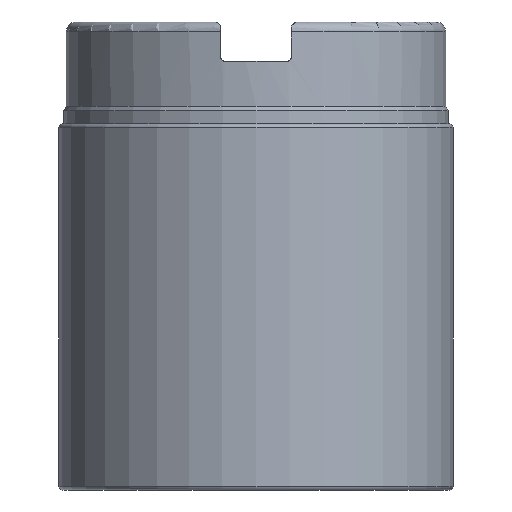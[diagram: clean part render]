
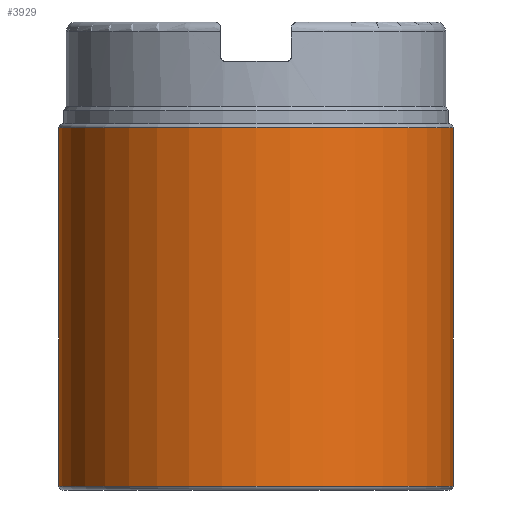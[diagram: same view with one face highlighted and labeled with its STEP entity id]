
A CAD part, left-side view. The second image highlights one B-rep face of the part: STEP entity #3929.
In plain terms, the highlighted cylindrical face has radius 40 mm (diameter 80 mm), a partial arc.
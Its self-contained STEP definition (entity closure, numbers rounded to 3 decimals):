
#3395=CARTESIAN_POINT('',(0.,0.,21.5));
#3396=DIRECTION('',(0.,0.,-1.));
#3397=DIRECTION('',(0.,1.,0.));
#3398=AXIS2_PLACEMENT_3D('',#3395,#3396,#3397);
#3403=DIRECTION('',(0.,0.,1.));
#3404=VECTOR('',#3403,72.7);
#3405=CARTESIAN_POINT('',(0.,40.,21.5));
#3406=LINE('',#3405,#3404);
#3410=DIRECTION('',(0.,0.,1.));
#3411=VECTOR('',#3410,72.7);
#3412=CARTESIAN_POINT('',(0.,-40.,21.5));
#3413=LINE('',#3412,#3411);
#3449=CARTESIAN_POINT('',(0.,0.,94.2));
#3450=DIRECTION('',(0.,0.,-1.));
#3451=DIRECTION('',(0.,1.,0.));
#3452=AXIS2_PLACEMENT_3D('',#3449,#3450,#3451);
#3476=CARTESIAN_POINT('',(0.,40.,21.5));
#3478=VERTEX_POINT('',#3476);
#3479=CARTESIAN_POINT('',(0.,40.,94.2));
#3480=VERTEX_POINT('',#3479);
#3500=CARTESIAN_POINT('',(0.,-40.,21.5));
#3502=VERTEX_POINT('',#3500);
#3503=CARTESIAN_POINT('',(0.,-40.,94.2));
#3504=VERTEX_POINT('',#3503);
#3915=CARTESIAN_POINT('',(0.,0.,99.75));
#3916=DIRECTION('',(0.,0.,-1.));
#3917=DIRECTION('',(0.,-1.,0.));
#3918=AXIS2_PLACEMENT_3D('',#3915,#3916,#3917);
#3919=CYLINDRICAL_SURFACE('',#3918,40.);
#3921=ORIENTED_EDGE('',*,*,#3920,.F.);
#3922=ORIENTED_EDGE('',*,*,#3910,.T.);
#3924=ORIENTED_EDGE('',*,*,#3923,.T.);
#3926=ORIENTED_EDGE('',*,*,#3925,.F.);
#3927=EDGE_LOOP('',(#3921,#3922,#3924,#3926));
#3928=FACE_OUTER_BOUND('',#3927,.F.);
#3929=ADVANCED_FACE('',(#3928),#3919,.T.);
#3399=CIRCLE('',#3398,40.);
#3453=CIRCLE('',#3452,40.);
#3910=EDGE_CURVE('',#3478,#3502,#3399,.T.);
#3920=EDGE_CURVE('',#3478,#3480,#3406,.T.);
#3923=EDGE_CURVE('',#3502,#3504,#3413,.T.);
#3925=EDGE_CURVE('',#3480,#3504,#3453,.T.);
